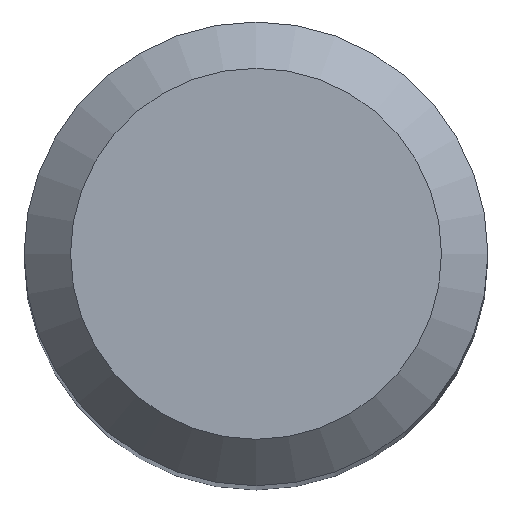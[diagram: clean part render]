
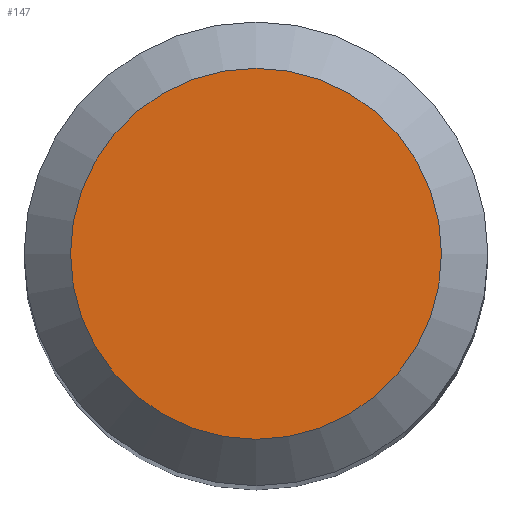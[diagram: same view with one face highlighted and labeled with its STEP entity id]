
A CAD part, top view. The second image highlights one B-rep face of the part: STEP entity #147.
In plain terms, the highlighted planar face has unit normal (0, 0, 1).
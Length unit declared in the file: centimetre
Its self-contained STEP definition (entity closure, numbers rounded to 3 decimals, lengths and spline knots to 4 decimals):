
#105=PLANE('',#156);
#110=VERTEX_POINT('',#168);
#114=CIRCLE('',#155,0.2);
#118=EDGE_CURVE('',#110,#110,#114,.T.);
#126=ORIENTED_EDGE('',*,*,#118,.F.);
#134=EDGE_LOOP('',(#126));
#142=FACE_BOUND('',#134,.T.);
#147=ADVANCED_FACE('',(#142),#105,.T.);
#155=AXIS2_PLACEMENT_3D('',#167,#183,#184);
#156=AXIS2_PLACEMENT_3D('',#169,#185,$);
#167=CARTESIAN_POINT('',(0.,0.,1.35));
#168=CARTESIAN_POINT('',(0.2,0.,1.35));
#169=CARTESIAN_POINT('',(0.,0.,1.35));
#183=DIRECTION('',(0.,0.,-1.));
#184=DIRECTION('',(-0.2,0.,0.));
#185=DIRECTION('',(0.,0.,1.));
